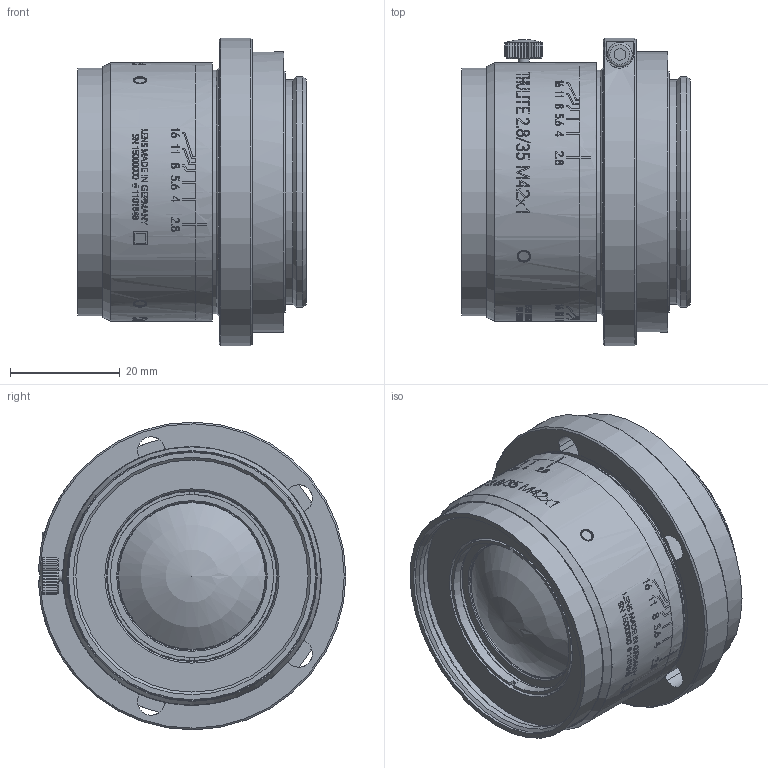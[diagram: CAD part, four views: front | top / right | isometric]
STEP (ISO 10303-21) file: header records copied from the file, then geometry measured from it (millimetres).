
FILE_DESCRIPTION(/* description */ (''),/* implementation_level */ '2;1');
FILE_NAME(/* name */ '1101848_00167196_002.stp',/* time_stamp */ '2022-12-13T11:57:37+01:00',/* author */ (''),/* organization */ (''),/* preprocessor_version */ 'ST-DEVELOPER v16',/* originating_system */ 'SIEMENS PLM Software NX 10.0',/* authorisation */ '');
FILE_SCHEMA (('AP203_CONFIGURATION_CONTROLLED_3D_DESIGN_OF_MECHANICAL_PARTS_AND_ASSEMBLIES_MIM_LF { 1 0 10303 403 2 1 2}'));
Length unit declared in the file: millimetre
Products named in the file (1): Guge51B49677tl2p
Bounding box: 41.54 x 55.99 x 55.99 mm (x, y, z)
Volume: 65950.4 mm3; surface area: 18764.2 mm2
Topology: 1 solids, 2 shells, 385 faces, 1499 edges, 1285 vertices
Faces by surface type: cylinder 225, plane 132, cone 24, sphere 3, torus 1
Full cylindrical faces by diameter (mm): 2 x1, 2.05 x4, 2.5 x1, 2.8 x1, 4.5 x1, 27 x1, 29.7 x1, 30.5 x1, 30.8 x1, 31.2 x1, 31.7 x1, 32.6 x1, 39.1 x1, 39.2 x1, 39.6 x1, 39.675 x1, 40.8 x1, 42 x1, 42.25 x1, 43.2 x2, 44.3 x1, 45 x2, 45.3 x1, 46.2 x1, 47 x1, 47.04 x2, 51 x1
Entity records: 19163 total; most frequent: CARTESIAN_POINT 8055, ORIENTED_EDGE 2841, EDGE_CURVE 1423, DIRECTION 1308, VERTEX_POINT 1265, B_SPLINE_CURVE_WITH_KNOTS 1021, EDGE_LOOP 632, AXIS2_PLACEMENT_3D 558
